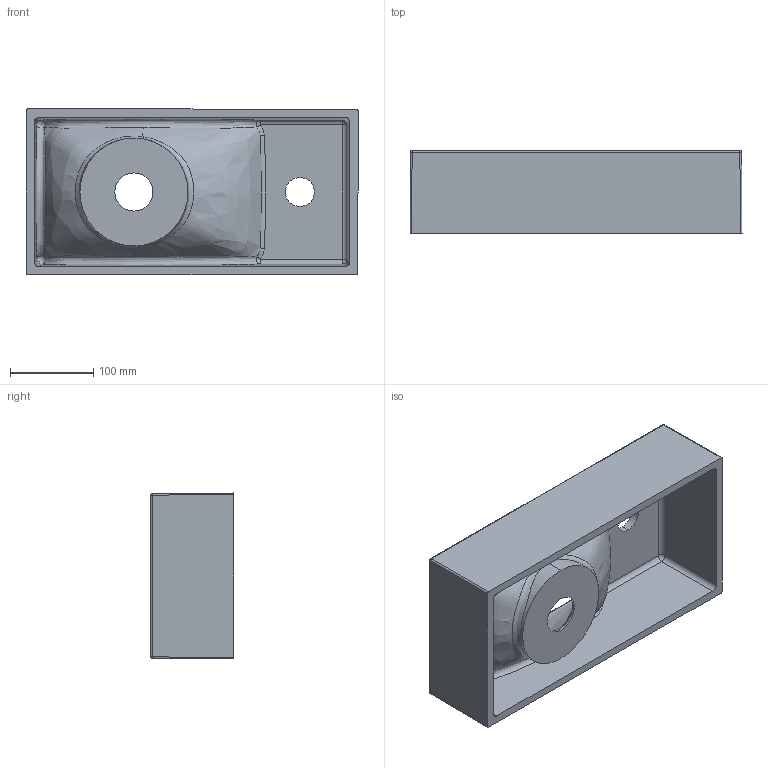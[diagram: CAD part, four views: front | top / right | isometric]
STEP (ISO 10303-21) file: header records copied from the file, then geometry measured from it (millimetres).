
FILE_DESCRIPTION (( 'STEP AP203' ), '1' );
FILE_NAME ('Elara 400x200.STEP', '2022-01-20T08:41:43', ( '' ), ( '' ), 'SwSTEP 2.0', 'SolidWorks 2020', '' );
FILE_SCHEMA (( 'CONFIG_CONTROL_DESIGN' ));
Length unit declared in the file: millimetre
Products named in the file (1): Elara 400x200
Bounding box: 400 x 100 x 200 mm (x, y, z)
Volume: 2363991.9 mm3; surface area: 396538 mm2
Topology: 1 solids, 1 shells, 65 faces, 181 edges, 115 vertices
Faces by surface type: cylinder 21, bspline 20, plane 12, sphere 10, cone 2
Entity records: 23119 total; most frequent: CARTESIAN_POINT 21603, ORIENTED_EDGE 346, DIRECTION 242, EDGE_CURVE 173, VERTEX_POINT 111, AXIS2_PLACEMENT_3D 98, EDGE_LOOP 70, B_SPLINE_CURVE_WITH_KNOTS 67
